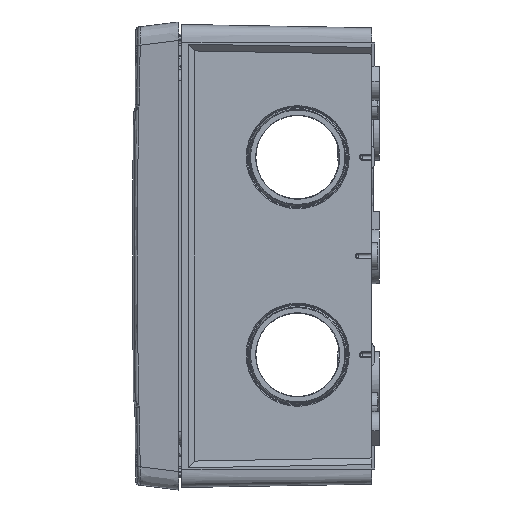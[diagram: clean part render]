
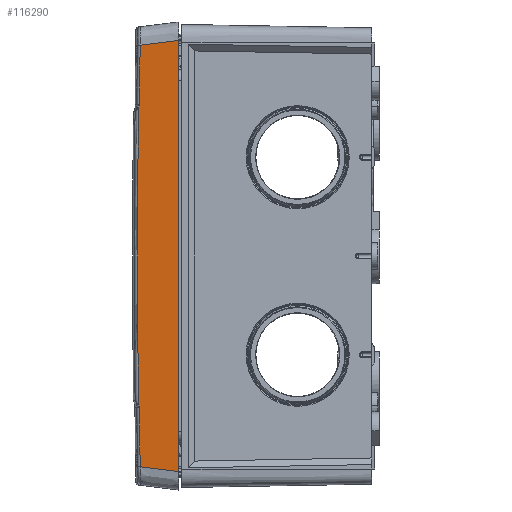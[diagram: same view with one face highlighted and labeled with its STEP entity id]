
A CAD part, left-side view. The second image highlights one B-rep face of the part: STEP entity #116290.
In plain terms, the highlighted planar face has unit normal (-0.993, 0.122, 0).
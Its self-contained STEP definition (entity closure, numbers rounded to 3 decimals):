
#100631=CARTESIAN_POINT('',(-75.8,0.,
69.845));
#100699=CARTESIAN_POINT('',(-75.8,0.,
-69.845));
#100719=DIRECTION('',(0.,0.,1.));
#100720=VECTOR('',#100719,139.689);
#100721=CARTESIAN_POINT('',(-75.8,0.,
-69.845));
#100722=LINE('34238',#100721,#100720);
#101545=CARTESIAN_POINT('',(-74.263,12.52,
68.307));
#101677=CARTESIAN_POINT('',(-74.232,12.77,
-49.));
#101678=CARTESIAN_POINT('',(-74.232,12.771,
-48.979));
#101679=CARTESIAN_POINT('',(-74.231,12.78,
-48.939));
#101680=CARTESIAN_POINT('',(-74.229,12.796,
-48.882));
#101681=CARTESIAN_POINT('',(-74.226,12.818,
-48.818));
#101682=CARTESIAN_POINT('',(-74.223,12.843,
-48.75));
#101683=CARTESIAN_POINT('',(-74.22,12.872,
-48.675));
#101684=CARTESIAN_POINT('',(-74.216,12.904,
-48.593));
#101685=CARTESIAN_POINT('',(-74.211,12.939,
-48.503));
#101686=CARTESIAN_POINT('',(-74.207,12.977,
-48.405));
#101687=CARTESIAN_POINT('',(-74.202,13.017,
-48.298));
#101688=CARTESIAN_POINT('',(-74.196,13.061,
-48.182));
#101689=CARTESIAN_POINT('',(-74.193,13.092,
-48.099));
#101690=CARTESIAN_POINT('',(-74.191,13.108,
-48.055));
#101695=CARTESIAN_POINT('',(-74.191,13.108,
48.055));
#101696=CARTESIAN_POINT('',(-74.193,13.092,
48.099));
#101697=CARTESIAN_POINT('',(-74.196,13.06,
48.184));
#101698=CARTESIAN_POINT('',(-74.202,13.017,
48.3));
#101699=CARTESIAN_POINT('',(-74.207,12.976,
48.406));
#101700=CARTESIAN_POINT('',(-74.211,12.939,
48.502));
#101701=CARTESIAN_POINT('',(-74.215,12.905,
48.59));
#101702=CARTESIAN_POINT('',(-74.219,12.874,
48.669));
#101703=CARTESIAN_POINT('',(-74.223,12.847,
48.741));
#101704=CARTESIAN_POINT('',(-74.226,12.822,
48.808));
#101705=CARTESIAN_POINT('',(-74.228,12.801,
48.868));
#101706=CARTESIAN_POINT('',(-74.231,12.782,
48.929));
#101707=CARTESIAN_POINT('',(-74.232,12.772,
48.975));
#101708=CARTESIAN_POINT('',(-74.232,12.77,
49.));
#101713=CARTESIAN_POINT('',(-624.109,-4465.619,0.));
#101714=DIRECTION('',(-0.993,0.122,0.));
#101715=DIRECTION('',(0.122,0.992,0.015));
#101716=AXIS2_PLACEMENT_3D('',#101713,#101714,#101715);
#101721=DIRECTION('',(-0.121,-0.985,0.121));
#101722=VECTOR('',#101721,12.708);
#101723=CARTESIAN_POINT('',(-74.263,12.52,
68.307));
#101724=LINE('37008',#101723,#101722);
#101728=DIRECTION('',(-0.121,-0.985,
-0.121));
#101729=VECTOR('',#101728,12.708);
#101730=CARTESIAN_POINT('',(-74.263,12.52,
-68.307));
#101731=LINE('37013',#101730,#101729);
#101735=CARTESIAN_POINT('',(-624.109,-4465.619,0.));
#101736=DIRECTION('',(-0.993,0.122,0.));
#101737=DIRECTION('',(0.122,0.992,-0.011));
#101738=AXIS2_PLACEMENT_3D('',#101735,#101736,#101737);
#101764=CARTESIAN_POINT('',(-74.232,12.77,
-49.));
#102617=CARTESIAN_POINT('',(-624.109,-4465.619,0.));
#102618=DIRECTION('',(-0.993,0.122,0.));
#102619=DIRECTION('',(0.122,0.992,0.011));
#102620=AXIS2_PLACEMENT_3D('',#102617,#102618,#102619);
#102625=CARTESIAN_POINT('',(-74.191,13.108,
-48.055));
#102871=CARTESIAN_POINT('',(-74.263,12.52,
-68.307));
#114566=VERTEX_POINT('',#100631);
#114569=VERTEX_POINT('',#100699);
#114989=VERTEX_POINT('',#102871);
#114992=VERTEX_POINT('',#101545);
#115067=VERTEX_POINT('',#102625);
#115068=VERTEX_POINT('',#101764);
#115069=VERTEX_POINT('',#101695);
#115070=VERTEX_POINT('',#101708);
#116271=CARTESIAN_POINT('',(-75.8,0.,-77.2));
#116272=DIRECTION('',(-0.993,0.122,0.));
#116273=DIRECTION('',(0.,0.,-1.));
#116274=AXIS2_PLACEMENT_3D('',#116271,#116272,#116273);
#116275=PLANE('34153',#116274);
#116277=ORIENTED_EDGE('37443',*,*,#116276,.T.);
#116279=ORIENTED_EDGE('37469',*,*,#116278,.F.);
#116280=ORIENTED_EDGE('37444',*,*,#116257,.T.);
#116281=ORIENTED_EDGE('37467',*,*,#115881,.F.);
#116282=ORIENTED_EDGE('37008',*,*,#115777,.T.);
#116283=ORIENTED_EDGE('34238',*,*,#115432,.F.);
#116285=ORIENTED_EDGE('37013',*,*,#116284,.F.);
#116287=ORIENTED_EDGE('37463',*,*,#116286,.F.);
#116288=EDGE_LOOP('34153',(#116277,#116279,#116280,#116281,#116282,#116283,
#116285,#116287));
#116289=FACE_OUTER_BOUND('34153',#116288,.F.);
#101691=B_SPLINE_CURVE_WITH_KNOTS('37443',3,(#101677,#101678,#101679,#101680,
#101681,#101682,#101683,#101684,#101685,#101686,#101687,#101688,#101689,
#101690),.UNSPECIFIED.,.F.,.F.,(4,1,1,1,1,1,1,1,1,1,1,4),(0.,
0.091,0.182,0.273,0.364,
0.455,0.545,0.636,0.727,
0.818,0.909,1.),.UNSPECIFIED.);
#101709=B_SPLINE_CURVE_WITH_KNOTS('37444',3,(#101695,#101696,#101697,#101698,
#101699,#101700,#101701,#101702,#101703,#101704,#101705,#101706,#101707,
#101708),.UNSPECIFIED.,.F.,.F.,(4,1,1,1,1,1,1,1,1,1,1,4),(0.,
0.091,0.182,0.273,0.364,
0.455,0.545,0.636,0.727,
0.818,0.909,1.),.UNSPECIFIED.);
#101717=CIRCLE('37467',#101716,4512.287);
#101739=CIRCLE('37463',#101738,4512.287);
#102621=CIRCLE('37469',#102620,4512.617);
#115432=EDGE_CURVE('34238',#114569,#114566,#100722,.T.);
#115777=EDGE_CURVE('37008',#114992,#114566,#101724,.T.);
#115881=EDGE_CURVE('37467',#114992,#115070,#101717,.T.);
#116257=EDGE_CURVE('37444',#115069,#115070,#101709,.T.);
#116276=EDGE_CURVE('37443',#115068,#115067,#101691,.T.);
#116278=EDGE_CURVE('37469',#115069,#115067,#102621,.T.);
#116284=EDGE_CURVE('37013',#114989,#114569,#101731,.T.);
#116286=EDGE_CURVE('37463',#115068,#114989,#101739,.T.);
#116290=ADVANCED_FACE('34153',(#116289),#116275,.T.);
